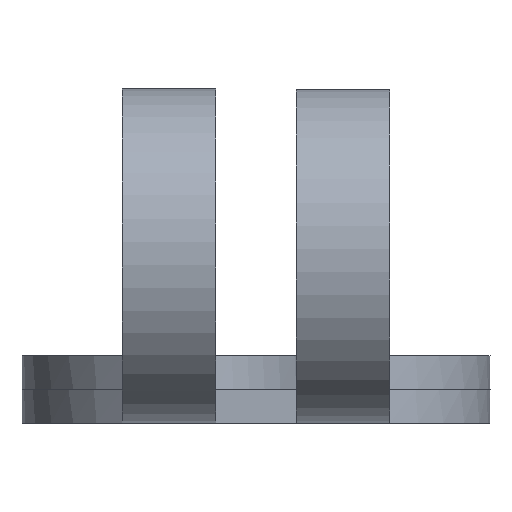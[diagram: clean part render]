
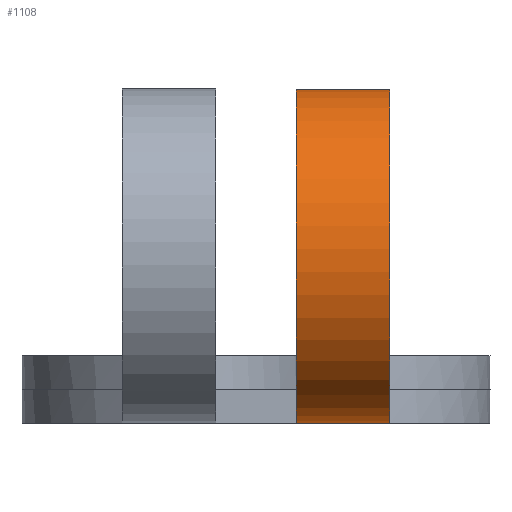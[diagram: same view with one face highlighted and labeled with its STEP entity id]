
A CAD part, left-side view. The second image highlights one B-rep face of the part: STEP entity #1108.
In plain terms, the highlighted free-form (B-spline) face has degree [1, 2] with [2, 7] control points.
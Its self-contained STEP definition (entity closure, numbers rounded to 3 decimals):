
#351=CARTESIAN_POINT('',(0.4,-0.6,-2.5));
#352=VERTEX_POINT('',#351);
#372=CARTESIAN_POINT('',(2.884,-0.6,0.283));
#373=VERTEX_POINT('',#372);
#374=CARTESIAN_POINT('',(2.884,-0.6,0.283));
#375=CARTESIAN_POINT('',(2.611,-0.6,2.675));
#376=CARTESIAN_POINT('',(0.211,-0.6,2.493));
#377=CARTESIAN_POINT('',(-2.189,-0.6,2.311));
#378=CARTESIAN_POINT('',(-2.098,-0.6,-0.095));
#379=CARTESIAN_POINT('',(-2.007,-0.6,-2.5));
#380=CARTESIAN_POINT('',(0.4,-0.6,-2.5));
#388=(BOUNDED_CURVE()B_SPLINE_CURVE(2,(#374,#375,#376,#377,#378,#379,#380),.UNSPECIFIED.,.F.,.U.)B_SPLINE_CURVE_WITH_KNOTS((3,2,2,3),(0.0,0.333,0.667,1.0),.UNSPECIFIED.)CURVE()GEOMETRIC_REPRESENTATION_ITEM()RATIONAL_B_SPLINE_CURVE((1.0,0.72,1.0,0.72,1.0,0.72,1.0))REPRESENTATION_ITEM(''));
#389=EDGE_CURVE('',#373,#352,#388,.T.);
#629=CARTESIAN_POINT('',(2.884,-2.0,0.283));
#630=VERTEX_POINT('',#629);
#644=CARTESIAN_POINT('',(0.4,-2.0,-2.5));
#645=VERTEX_POINT('',#644);
#646=CARTESIAN_POINT('',(2.884,-2.0,0.283));
#647=CARTESIAN_POINT('',(2.611,-2.,2.675));
#648=CARTESIAN_POINT('',(0.211,-2.0,2.493));
#649=CARTESIAN_POINT('',(-2.189,-2.,2.311));
#650=CARTESIAN_POINT('',(-2.098,-2.0,-0.095));
#651=CARTESIAN_POINT('',(-2.007,-2.,-2.5));
#652=CARTESIAN_POINT('',(0.4,-2.0,-2.5));
#660=(BOUNDED_CURVE()B_SPLINE_CURVE(2,(#646,#647,#648,#649,#650,#651,#652),.UNSPECIFIED.,.F.,.U.)B_SPLINE_CURVE_WITH_KNOTS((3,2,2,3),(0.0,0.333,0.667,1.0),.UNSPECIFIED.)CURVE()GEOMETRIC_REPRESENTATION_ITEM()RATIONAL_B_SPLINE_CURVE((1.0,0.72,1.0,0.72,1.0,0.72,1.0))REPRESENTATION_ITEM(''));
#661=EDGE_CURVE('',#630,#645,#660,.T.);
#946=CARTESIAN_POINT('',(2.884,-0.6,0.283));
#947=CARTESIAN_POINT('',(2.884,-2.0,0.283));
#948=QUASI_UNIFORM_CURVE('',1,(#946,#947),.UNSPECIFIED.,.F.,.U.);
#949=EDGE_CURVE('',#373,#630,#948,.T.);
#1011=CARTESIAN_POINT('',(0.4,-0.6,-2.5));
#1012=CARTESIAN_POINT('',(0.4,-2.0,-2.5));
#1013=QUASI_UNIFORM_CURVE('',1,(#1011,#1012),.UNSPECIFIED.,.F.,.U.);
#1014=EDGE_CURVE('',#352,#645,#1013,.T.);
#1080=CARTESIAN_POINT('',(0.488,-0.565,-2.498));
#1081=CARTESIAN_POINT('',(0.488,-2.036,-2.498));
#1082=CARTESIAN_POINT('',(-2.011,-0.565,-2.586));
#1083=CARTESIAN_POINT('',(-2.011,-2.036,-2.586));
#1084=CARTESIAN_POINT('',(-2.098,-0.565,-0.088));
#1085=CARTESIAN_POINT('',(-2.098,-2.036,-0.088));
#1086=CARTESIAN_POINT('',(-2.186,-0.565,2.411));
#1087=CARTESIAN_POINT('',(-2.186,-2.036,2.411));
#1088=CARTESIAN_POINT('',(0.312,-0.565,2.498));
#1089=CARTESIAN_POINT('',(0.312,-2.036,2.498));
#1090=CARTESIAN_POINT('',(2.811,-0.565,2.586));
#1091=CARTESIAN_POINT('',(2.811,-2.036,2.586));
#1092=CARTESIAN_POINT('',(2.898,-0.565,0.088));
#1093=CARTESIAN_POINT('',(2.898,-2.036,0.088));
#1101=(BOUNDED_SURFACE()B_SPLINE_SURFACE(1,2,((#1080,#1082,#1084,#1086,#1088,#1090,#1092),(#1081,#1083,#1085,#1087,#1089,#1091,#1093)),.UNSPECIFIED.,.F.,.F.,.U.)B_SPLINE_SURFACE_WITH_KNOTS((2,2),(3,2,2,3),(0.0,1.0),(0.0,4.142,8.284,12.426),.UNSPECIFIED.)GEOMETRIC_REPRESENTATION_ITEM()RATIONAL_B_SPLINE_SURFACE(((1.0,0.707,1.0,0.707,1.0,0.707,1.0),(1.0,0.707,1.0,0.707,1.0,0.707,1.0)))REPRESENTATION_ITEM('')SURFACE());
#1102=ORIENTED_EDGE('',*,*,#949,.F.);
#1103=ORIENTED_EDGE('',*,*,#389,.T.);
#1104=ORIENTED_EDGE('',*,*,#1014,.T.);
#1105=ORIENTED_EDGE('',*,*,#661,.F.);
#1106=EDGE_LOOP('',(#1102,#1103,#1104,#1105));
#1107=FACE_OUTER_BOUND('',#1106,.T.);
#1108=ADVANCED_FACE('',(#1107),#1101,.T.);
